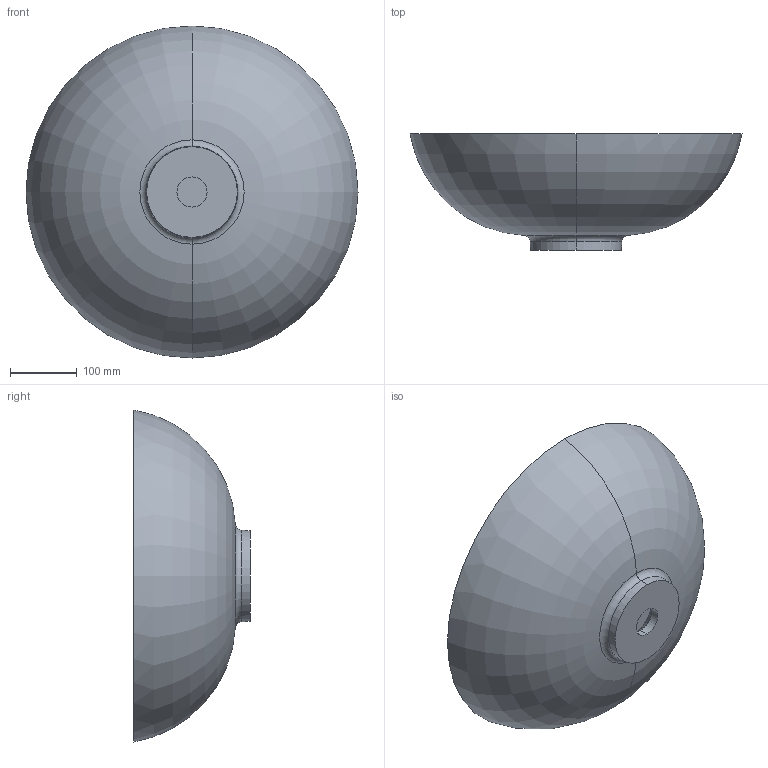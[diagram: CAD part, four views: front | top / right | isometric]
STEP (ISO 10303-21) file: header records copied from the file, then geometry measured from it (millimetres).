
FILE_DESCRIPTION (( 'STEP AP214' ), '1' );
FILE_NAME ('Palermo 500c.STEP', '2019-02-12T10:15:32', ( '' ), ( '' ), 'SwSTEP 2.0', 'SolidWorks 2018', '' );
FILE_SCHEMA (( 'AUTOMOTIVE_DESIGN' ));
Length unit declared in the file: millimetre
Products named in the file (2): Palermo 500c
Bounding box: 497 x 174 x 497 mm (x, y, z)
Volume: 5503971.2 mm3; surface area: 606980.8 mm2
Topology: 2 solids, 2 shells, 124 faces, 296 edges, 163 vertices
Faces by surface type: bspline 48, torus 33, cone 16, cylinder 14, plane 13
Entity records: 5069 total; most frequent: CARTESIAN_POINT 2575, ORIENTED_EDGE 564, DIRECTION 447, EDGE_CURVE 282, AXIS2_PLACEMENT_3D 205, VERTEX_POINT 163, EDGE_LOOP 127, CIRCLE 127
